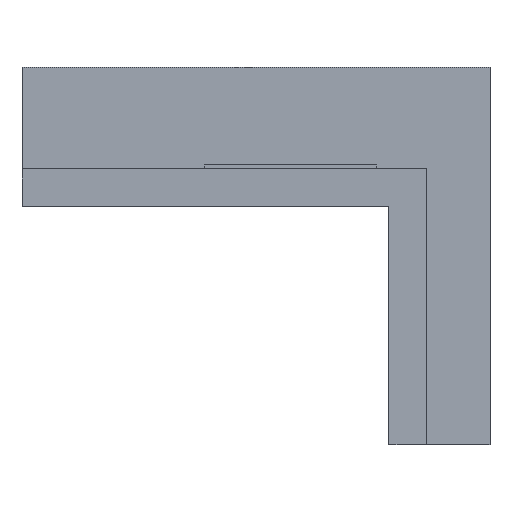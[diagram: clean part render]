
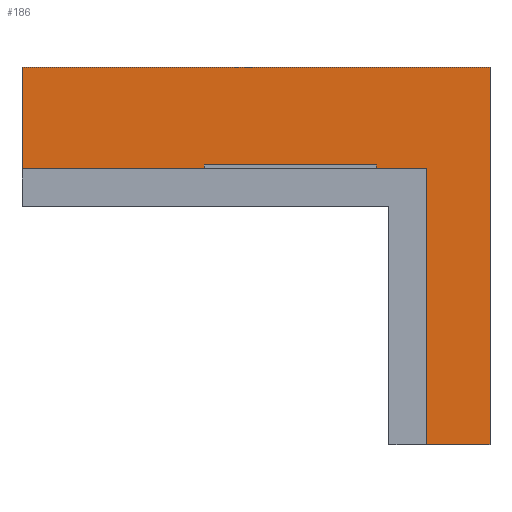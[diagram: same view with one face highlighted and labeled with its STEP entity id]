
A CAD part, top view. The second image highlights one B-rep face of the part: STEP entity #186.
In plain terms, the highlighted planar face has unit normal (0, 0, 1).
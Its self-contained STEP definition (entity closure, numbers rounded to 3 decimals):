
#73=CARTESIAN_POINT('',(185.0,40.,40.0));
#74=VERTEX_POINT('',#73);
#83=CARTESIAN_POINT('',(185.0,-109.0,40.0));
#84=VERTEX_POINT('',#83);
#85=CARTESIAN_POINT('',(185.0,-109.0,40.0));
#86=DIRECTION('',(0.0,1.0,0.0));
#87=VECTOR('',#86,149.0);
#88=LINE('',#85,#87);
#89=EDGE_CURVE('',#84,#74,#88,.T.);
#108=CARTESIAN_POINT('',(100.,20.,40.0));
#109=DIRECTION('',(0.0,0.0,1.0));
#110=DIRECTION('',(1.0,0.0,0.0));
#111=AXIS2_PLACEMENT_3D('',#108,#109,#110);
#112=PLANE('',#111);
#113=ORIENTED_EDGE('',*,*,#89,.T.);
#114=CARTESIAN_POINT('',(0.,40.0,40.0));
#115=VERTEX_POINT('',#114);
#116=CARTESIAN_POINT('',(0.,40.0,40.0));
#117=DIRECTION('',(1.0,0.0,0.0));
#118=VECTOR('',#117,185.0);
#119=LINE('',#116,#118);
#120=EDGE_CURVE('',#115,#74,#119,.T.);
#121=ORIENTED_EDGE('',*,*,#120,.F.);
#122=CARTESIAN_POINT('',(0.0,0.0,40.0));
#123=VERTEX_POINT('',#122);
#124=CARTESIAN_POINT('',(0.0,0.0,40.0));
#125=DIRECTION('',(0.0,1.0,0.0));
#126=VECTOR('',#125,40.0);
#127=LINE('',#124,#126);
#128=EDGE_CURVE('',#123,#115,#127,.T.);
#129=ORIENTED_EDGE('',*,*,#128,.F.);
#130=CARTESIAN_POINT('',(72.,0.0,40.));
#131=VERTEX_POINT('',#130);
#132=CARTESIAN_POINT('',(72.,0.0,40.));
#133=DIRECTION('',(-1.0,0.0,0.0));
#134=VECTOR('',#133,72.);
#135=LINE('',#132,#134);
#136=EDGE_CURVE('',#131,#123,#135,.T.);
#137=ORIENTED_EDGE('',*,*,#136,.F.);
#138=CARTESIAN_POINT('',(72.,1.5,40.));
#139=VERTEX_POINT('',#138);
#140=CARTESIAN_POINT('',(72.,0.0,40.));
#141=DIRECTION('',(0.0,1.0,0.0));
#142=VECTOR('',#141,1.5);
#143=LINE('',#140,#142);
#144=EDGE_CURVE('',#131,#139,#143,.T.);
#145=ORIENTED_EDGE('',*,*,#144,.T.);
#146=CARTESIAN_POINT('',(140.0,1.5,40.0));
#147=VERTEX_POINT('',#146);
#148=CARTESIAN_POINT('',(72.,1.5,40.));
#149=DIRECTION('',(1.0,0.0,0.0));
#150=VECTOR('',#149,68.);
#151=LINE('',#148,#150);
#152=EDGE_CURVE('',#139,#147,#151,.T.);
#153=ORIENTED_EDGE('',*,*,#152,.T.);
#154=CARTESIAN_POINT('',(140.0,0.0,40.0));
#155=VERTEX_POINT('',#154);
#156=CARTESIAN_POINT('',(140.0,1.5,40.0));
#157=DIRECTION('',(0.0,-1.0,0.0));
#158=VECTOR('',#157,1.5);
#159=LINE('',#156,#158);
#160=EDGE_CURVE('',#147,#155,#159,.T.);
#161=ORIENTED_EDGE('',*,*,#160,.T.);
#162=CARTESIAN_POINT('',(160.0,0.0,40.0));
#163=VERTEX_POINT('',#162);
#164=CARTESIAN_POINT('',(160.0,0.0,40.0));
#165=DIRECTION('',(-1.0,0.0,0.0));
#166=VECTOR('',#165,20.0);
#167=LINE('',#164,#166);
#168=EDGE_CURVE('',#163,#155,#167,.T.);
#169=ORIENTED_EDGE('',*,*,#168,.F.);
#170=CARTESIAN_POINT('',(160.0,-109.0,40.0));
#171=VERTEX_POINT('',#170);
#172=CARTESIAN_POINT('',(160.0,0.0,40.0));
#173=DIRECTION('',(0.0,-1.0,0.0));
#174=VECTOR('',#173,109.0);
#175=LINE('',#172,#174);
#176=EDGE_CURVE('',#163,#171,#175,.T.);
#177=ORIENTED_EDGE('',*,*,#176,.T.);
#178=CARTESIAN_POINT('',(160.0,-109.0,40.0));
#179=DIRECTION('',(1.0,0.0,0.0));
#180=VECTOR('',#179,25.0);
#181=LINE('',#178,#180);
#182=EDGE_CURVE('',#171,#84,#181,.T.);
#183=ORIENTED_EDGE('',*,*,#182,.T.);
#184=EDGE_LOOP('',(#113,#121,#129,#137,#145,#153,#161,#169,#177,#183));
#185=FACE_OUTER_BOUND('',#184,.T.);
#186=ADVANCED_FACE('',(#185),#112,.T.);
